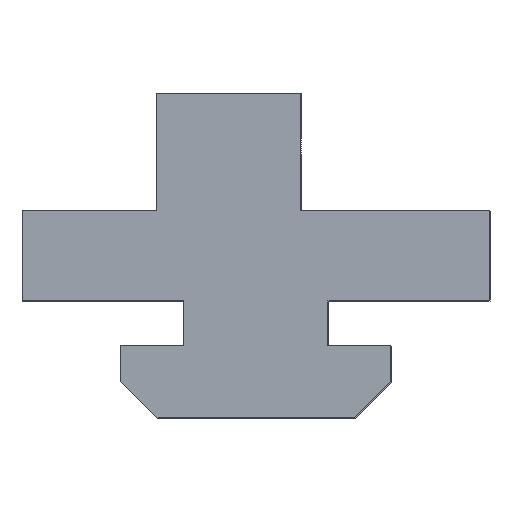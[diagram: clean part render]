
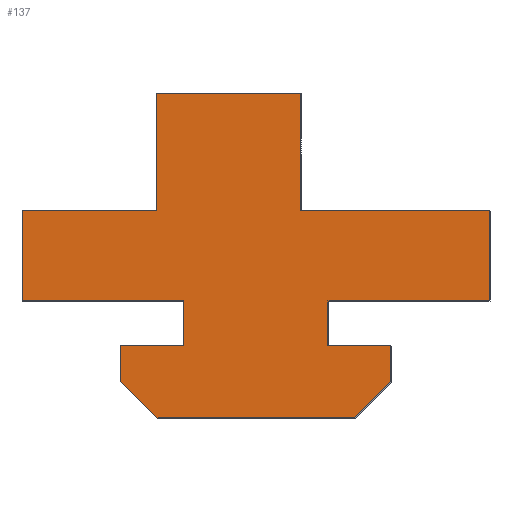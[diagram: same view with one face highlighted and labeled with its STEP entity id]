
A CAD part, left-side view. The second image highlights one B-rep face of the part: STEP entity #137.
In plain terms, the highlighted planar face has unit normal (-1, 0, 0).
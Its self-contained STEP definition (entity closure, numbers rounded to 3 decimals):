
#137=ADVANCED_FACE('',(#274),#275,.T.);
#274=FACE_OUTER_BOUND('',#402,.T.);
#275=PLANE('',#403);
#402=EDGE_LOOP('',(#717,#718,#719,#720,#721,#722,#723,#724,#725,#726,#727,#728,#729,#730,#731,#732,#733,#734));
#403=AXIS2_PLACEMENT_3D('',#735,#736,#737);
#717=ORIENTED_EDGE('',*,*,#864,.T.);
#718=ORIENTED_EDGE('',*,*,#796,.T.);
#719=ORIENTED_EDGE('',*,*,#801,.T.);
#720=ORIENTED_EDGE('',*,*,#805,.T.);
#721=ORIENTED_EDGE('',*,*,#809,.T.);
#722=ORIENTED_EDGE('',*,*,#813,.T.);
#723=ORIENTED_EDGE('',*,*,#817,.T.);
#724=ORIENTED_EDGE('',*,*,#821,.T.);
#725=ORIENTED_EDGE('',*,*,#825,.T.);
#726=ORIENTED_EDGE('',*,*,#829,.T.);
#727=ORIENTED_EDGE('',*,*,#833,.T.);
#728=ORIENTED_EDGE('',*,*,#837,.T.);
#729=ORIENTED_EDGE('',*,*,#841,.T.);
#730=ORIENTED_EDGE('',*,*,#845,.T.);
#731=ORIENTED_EDGE('',*,*,#849,.T.);
#732=ORIENTED_EDGE('',*,*,#853,.T.);
#733=ORIENTED_EDGE('',*,*,#857,.T.);
#734=ORIENTED_EDGE('',*,*,#861,.T.);
#735=CARTESIAN_POINT('',(0.0,0.0,0.0));
#736=DIRECTION('',(-1.0,0.,0.));
#737=DIRECTION('',(0.,-1.0,0.));
#796=EDGE_CURVE('',#952,#950,#953,.T.);
#801=EDGE_CURVE('',#950,#958,#960,.T.);
#805=EDGE_CURVE('',#958,#964,#966,.T.);
#809=EDGE_CURVE('',#964,#970,#972,.T.);
#813=EDGE_CURVE('',#970,#976,#978,.T.);
#817=EDGE_CURVE('',#976,#982,#984,.T.);
#821=EDGE_CURVE('',#982,#988,#990,.T.);
#825=EDGE_CURVE('',#988,#994,#996,.T.);
#829=EDGE_CURVE('',#994,#1000,#1002,.T.);
#833=EDGE_CURVE('',#1000,#1006,#1008,.T.);
#837=EDGE_CURVE('',#1006,#1012,#1014,.T.);
#841=EDGE_CURVE('',#1012,#1018,#1020,.T.);
#845=EDGE_CURVE('',#1018,#1024,#1026,.T.);
#849=EDGE_CURVE('',#1024,#1030,#1032,.T.);
#853=EDGE_CURVE('',#1030,#1036,#1038,.T.);
#857=EDGE_CURVE('',#1036,#1042,#1044,.T.);
#861=EDGE_CURVE('',#1042,#1048,#1050,.T.);
#864=EDGE_CURVE('',#1048,#952,#1053,.T.);
#950=VERTEX_POINT('',#1152);
#952=VERTEX_POINT('',#1155);
#953=LINE('',#1156,#1157);
#958=VERTEX_POINT('',#1164);
#960=LINE('',#1167,#1168);
#964=VERTEX_POINT('',#1173);
#966=LINE('',#1176,#1177);
#970=VERTEX_POINT('',#1182);
#972=LINE('',#1185,#1186);
#976=VERTEX_POINT('',#1191);
#978=LINE('',#1194,#1195);
#982=VERTEX_POINT('',#1200);
#984=LINE('',#1203,#1204);
#988=VERTEX_POINT('',#1209);
#990=LINE('',#1212,#1213);
#994=VERTEX_POINT('',#1218);
#996=LINE('',#1221,#1222);
#1000=VERTEX_POINT('',#1227);
#1002=LINE('',#1230,#1231);
#1006=VERTEX_POINT('',#1236);
#1008=LINE('',#1239,#1240);
#1012=VERTEX_POINT('',#1245);
#1014=LINE('',#1248,#1249);
#1018=VERTEX_POINT('',#1254);
#1020=LINE('',#1257,#1258);
#1024=VERTEX_POINT('',#1263);
#1026=LINE('',#1266,#1267);
#1030=VERTEX_POINT('',#1272);
#1032=LINE('',#1275,#1276);
#1036=VERTEX_POINT('',#1281);
#1038=LINE('',#1284,#1285);
#1042=VERTEX_POINT('',#1290);
#1044=LINE('',#1293,#1294);
#1048=VERTEX_POINT('',#1299);
#1050=LINE('',#1302,#1303);
#1053=LINE('',#1307,#1308);
#1152=CARTESIAN_POINT('',(0.0,-2.5,11.5));
#1155=CARTESIAN_POINT('',(0.0,-2.5,5.0));
#1156=CARTESIAN_POINT('',(0.0,-2.5,5.0));
#1157=VECTOR('',#1398,6.5);
#1164=CARTESIAN_POINT('',(0.0,5.5,11.5));
#1167=CARTESIAN_POINT('',(0.0,-2.5,11.5));
#1168=VECTOR('',#1402,8.0);
#1173=CARTESIAN_POINT('',(0.0,5.5,5.0));
#1176=CARTESIAN_POINT('',(0.0,5.5,11.5));
#1177=VECTOR('',#1405,6.5);
#1182=CARTESIAN_POINT('',(0.0,13.0,5.0));
#1185=CARTESIAN_POINT('',(0.0,5.5,5.0));
#1186=VECTOR('',#1408,7.5);
#1191=CARTESIAN_POINT('',(0.0,13.0,0.0));
#1194=CARTESIAN_POINT('',(0.0,13.0,5.0));
#1195=VECTOR('',#1411,5.0);
#1200=CARTESIAN_POINT('',(0.0,4.0,0.0));
#1203=CARTESIAN_POINT('',(0.0,13.0,0.0));
#1204=VECTOR('',#1414,9.0);
#1209=CARTESIAN_POINT('',(0.0,4.0,-2.5));
#1212=CARTESIAN_POINT('',(0.0,4.0,0.0));
#1213=VECTOR('',#1417,2.5);
#1218=CARTESIAN_POINT('',(0.0,7.5,-2.5));
#1221=CARTESIAN_POINT('',(0.0,4.0,-2.5));
#1222=VECTOR('',#1420,3.5);
#1227=CARTESIAN_POINT('',(0.0,7.5,-4.5));
#1230=CARTESIAN_POINT('',(0.0,7.5,-2.5));
#1231=VECTOR('',#1423,2.0);
#1236=CARTESIAN_POINT('',(0.0,5.5,-6.5));
#1239=CARTESIAN_POINT('',(0.0,7.5,-4.5));
#1240=VECTOR('',#1426,2.828);
#1245=CARTESIAN_POINT('',(0.0,-5.5,-6.5));
#1248=CARTESIAN_POINT('',(0.0,5.5,-6.5));
#1249=VECTOR('',#1429,11.0);
#1254=CARTESIAN_POINT('',(0.,-7.5,-4.5));
#1257=CARTESIAN_POINT('',(0.0,-5.5,-6.5));
#1258=VECTOR('',#1432,2.828);
#1263=CARTESIAN_POINT('',(0.,-7.5,-2.5));
#1266=CARTESIAN_POINT('',(0.,-7.5,-4.5));
#1267=VECTOR('',#1435,2.0);
#1272=CARTESIAN_POINT('',(0.0,-4.0,-2.5));
#1275=CARTESIAN_POINT('',(0.,-7.5,-2.5));
#1276=VECTOR('',#1438,3.5);
#1281=CARTESIAN_POINT('',(0.0,-4.0,0.0));
#1284=CARTESIAN_POINT('',(0.0,-4.0,-2.5));
#1285=VECTOR('',#1441,2.5);
#1290=CARTESIAN_POINT('',(0.,-13.0,0.0));
#1293=CARTESIAN_POINT('',(0.0,-4.0,0.0));
#1294=VECTOR('',#1444,9.0);
#1299=CARTESIAN_POINT('',(0.,-13.0,5.0));
#1302=CARTESIAN_POINT('',(0.,-13.0,0.0));
#1303=VECTOR('',#1447,5.0);
#1307=CARTESIAN_POINT('',(0.,-13.0,5.0));
#1308=VECTOR('',#1449,10.5);
#1398=DIRECTION('',(0.,0.,1.0));
#1402=DIRECTION('',(0.,1.0,0.));
#1405=DIRECTION('',(0.,0.,-1.0));
#1408=DIRECTION('',(0.,1.0,0.));
#1411=DIRECTION('',(0.,0.,-1.0));
#1414=DIRECTION('',(0.,-1.0,0.));
#1417=DIRECTION('',(0.,0.,-1.0));
#1420=DIRECTION('',(0.,1.0,0.));
#1423=DIRECTION('',(0.,0.,-1.0));
#1426=DIRECTION('',(0.,-0.707,-0.707));
#1429=DIRECTION('',(0.,-1.0,0.));
#1432=DIRECTION('',(0.,-0.707,0.707));
#1435=DIRECTION('',(0.,0.,1.0));
#1438=DIRECTION('',(0.,1.0,0.));
#1441=DIRECTION('',(0.,0.,1.0));
#1444=DIRECTION('',(0.,-1.0,0.));
#1447=DIRECTION('',(0.,0.,1.0));
#1449=DIRECTION('',(0.,1.0,0.));
